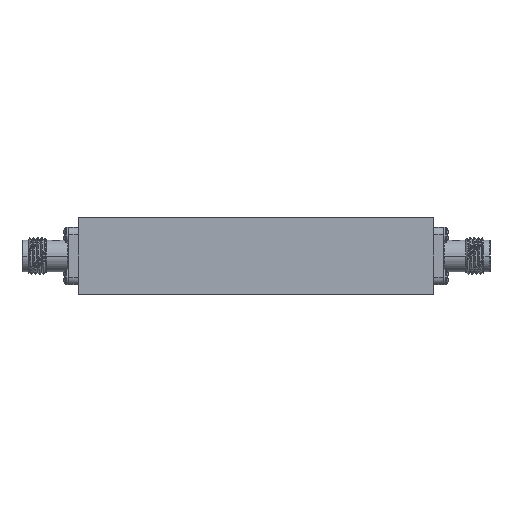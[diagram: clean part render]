
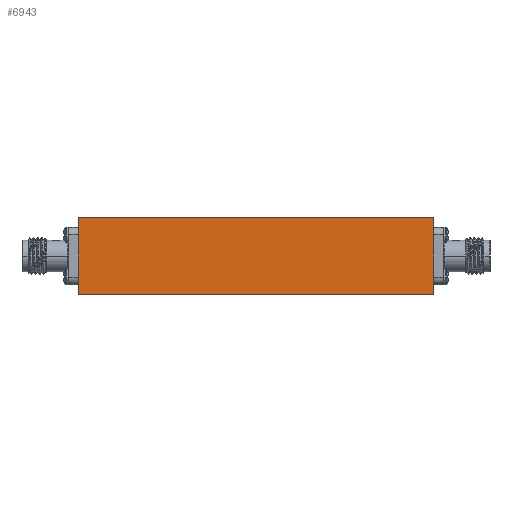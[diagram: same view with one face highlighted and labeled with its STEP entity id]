
A CAD part, left-side view. The second image highlights one B-rep face of the part: STEP entity #6943.
In plain terms, the highlighted planar face has unit normal (-1, 0, 0).
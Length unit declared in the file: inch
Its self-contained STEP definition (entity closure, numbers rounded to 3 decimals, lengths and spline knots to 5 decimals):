
#57 = CARTESIAN_POINT ( 'NONE',  ( -1.49606, -1.1811, 0.25591 ) ) ;
#88 = VERTEX_POINT ( 'NONE', #23615 ) ;
#507 = VERTEX_POINT ( 'NONE', #23874 ) ;
#1141 = EDGE_CURVE ( 'NONE', #88, #7747, #3844, .T. ) ;
#1165 = EDGE_LOOP ( 'NONE', ( #9439, #16554, #26037, #12739 ) ) ;
#2615 = DIRECTION ( 'NONE',  ( 0., 0., -1. ) ) ;
#3352 = DIRECTION ( 'NONE',  ( 0., 0., -1. ) ) ;
#3598 = DIRECTION ( 'NONE',  ( 0., -1., 0. ) ) ;
#3665 = CARTESIAN_POINT ( 'NONE',  ( -1.49606, -1.1811, 0.25591 ) ) ;
#3844 = LINE ( 'NONE', #20919, #29330 ) ;
#4626 = EDGE_CURVE ( 'NONE', #22489, #507, #21922, .T. ) ;
#5547 = CARTESIAN_POINT ( 'NONE',  ( -1.49606, -1.1811, 0.25591 ) ) ;
#6943 = ADVANCED_FACE ( 'NONE', ( #30459 ), #30159, .F. ) ;
#6972 = DIRECTION ( 'NONE',  ( 0., -1., 0. ) ) ;
#7747 = VERTEX_POINT ( 'NONE', #8489 ) ;
#8253 = AXIS2_PLACEMENT_3D ( 'NONE', #3665, #15478, #3352 ) ;
#8414 = EDGE_CURVE ( 'NONE', #7747, #507, #21795, .T. ) ;
#8489 = CARTESIAN_POINT ( 'NONE',  ( -1.49606, 1.1811, -0.25591 ) ) ;
#9439 = ORIENTED_EDGE ( 'NONE', *, *, #8414, .T. ) ;
#11412 = VECTOR ( 'NONE', #6972, 39.37008 ) ;
#12739 = ORIENTED_EDGE ( 'NONE', *, *, #1141, .T. ) ;
#12957 = DIRECTION ( 'NONE',  ( 0., 0., -1. ) ) ;
#15478 = DIRECTION ( 'NONE',  ( 1., 0., 0. ) ) ;
#15716 = CARTESIAN_POINT ( 'NONE',  ( -1.49606, -1.1811, -0.25591 ) ) ;
#16554 = ORIENTED_EDGE ( 'NONE', *, *, #4626, .F. ) ;
#16698 = LINE ( 'NONE', #28845, #11412 ) ;
#20919 = CARTESIAN_POINT ( 'NONE',  ( -1.49606, 1.1811, 0.25591 ) ) ;
#21795 = LINE ( 'NONE', #15716, #30715 ) ;
#21922 = LINE ( 'NONE', #57, #22779 ) ;
#22489 = VERTEX_POINT ( 'NONE', #5547 ) ;
#22779 = VECTOR ( 'NONE', #2615, 39.37008 ) ;
#23615 = CARTESIAN_POINT ( 'NONE',  ( -1.49606, 1.1811, 0.25591 ) ) ;
#23874 = CARTESIAN_POINT ( 'NONE',  ( -1.49606, -1.1811, -0.25591 ) ) ;
#26037 = ORIENTED_EDGE ( 'NONE', *, *, #27726, .F. ) ;
#27726 = EDGE_CURVE ( 'NONE', #88, #22489, #16698, .T. ) ;
#28845 = CARTESIAN_POINT ( 'NONE',  ( -1.49606, -1.1811, 0.25591 ) ) ;
#29330 = VECTOR ( 'NONE', #12957, 39.37008 ) ;
#30159 = PLANE ( 'NONE',  #8253 ) ;
#30459 = FACE_OUTER_BOUND ( 'NONE', #1165, .T. ) ;
#30715 = VECTOR ( 'NONE', #3598, 39.37008 ) ;
